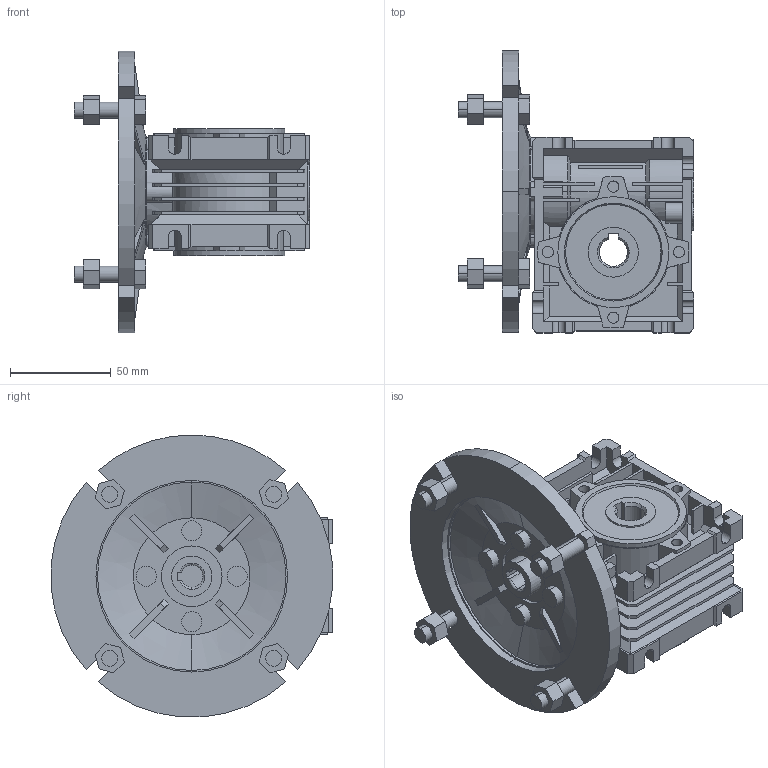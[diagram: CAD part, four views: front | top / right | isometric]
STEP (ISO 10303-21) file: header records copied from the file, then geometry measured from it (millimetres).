
FILE_DESCRIPTION (( 'STEP AP214' ), '1' );
FILE_NAME ('PMRV030_63_B5.STEP', '2018-05-29T09:41:26', ( 'admin' ), ( '' ), 'SwSTEP 2.0', 'SolidWorks 2018', '' );
FILE_SCHEMA (( 'AUTOMOTIVE_DESIGN' ));
Length unit declared in the file: millimetre
Products named in the file (1): PMRV030_63_B5
Bounding box: 117 x 139.77 x 139.77 mm (x, y, z)
Volume: 407296.4 mm3; surface area: 133645.7 mm2
Topology: 4 solids, 8 shells, 845 faces, 2263 edges, 1478 vertices
Faces by surface type: plane 589, cylinder 217, cone 36, torus 3
Entity records: 26689 total; most frequent: CARTESIAN_POINT 5255, ORIENTED_EDGE 4526, DIRECTION 4371, EDGE_CURVE 2263, VECTOR 1627, LINE 1627, VERTEX_POINT 1478, AXIS2_PLACEMENT_3D 1372
